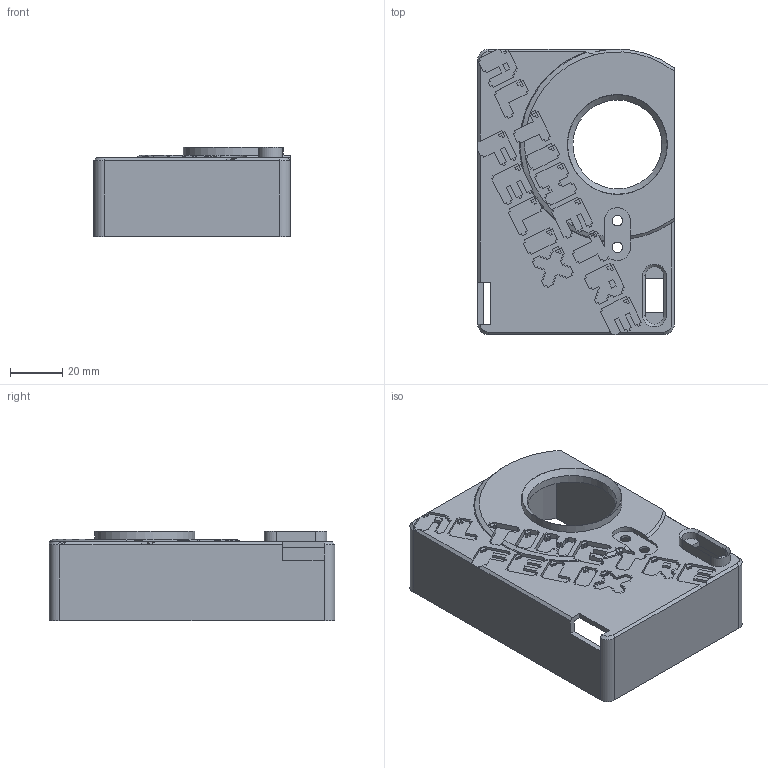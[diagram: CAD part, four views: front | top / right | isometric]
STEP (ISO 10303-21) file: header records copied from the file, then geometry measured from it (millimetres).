
FILE_DESCRIPTION(/* description */ (''),/* implementation_level */ '2;1');
FILE_NAME(/* name */ 'Altimetre v3.step',/* time_stamp */ '2024-06-24T15:14:52+02:00',/* author */ (''),/* organization */ (''),/* preprocessor_version */ 'ST-DEVELOPER v20',/* originating_system */ 'Autodesk Translation Framework v13.14.0.145',/* authorisation */ '');
FILE_SCHEMA (('AUTOMOTIVE_DESIGN { 1 0 10303 214 3 1 1 }'));
Length unit declared in the file: millimetre
Products named in the file (1): Altimetre
Bounding box: 75 x 109 x 34 mm (x, y, z)
Volume: 33940.7 mm3; surface area: 36814.9 mm2
Topology: 1 solids, 1 shells, 567 faces, 1600 edges, 1028 vertices
Faces by surface type: plane 528, cylinder 20, cone 19
Full cylindrical faces by diameter (mm): 4 x2, 34 x1, 38.2 x1
Entity records: 17894 total; most frequent: CARTESIAN_POINT 3288, ORIENTED_EDGE 3200, DIRECTION 2757, EDGE_CURVE 1600, LINE 1487, VECTOR 1487, VERTEX_POINT 1028, AXIS2_PLACEMENT_3D 635
